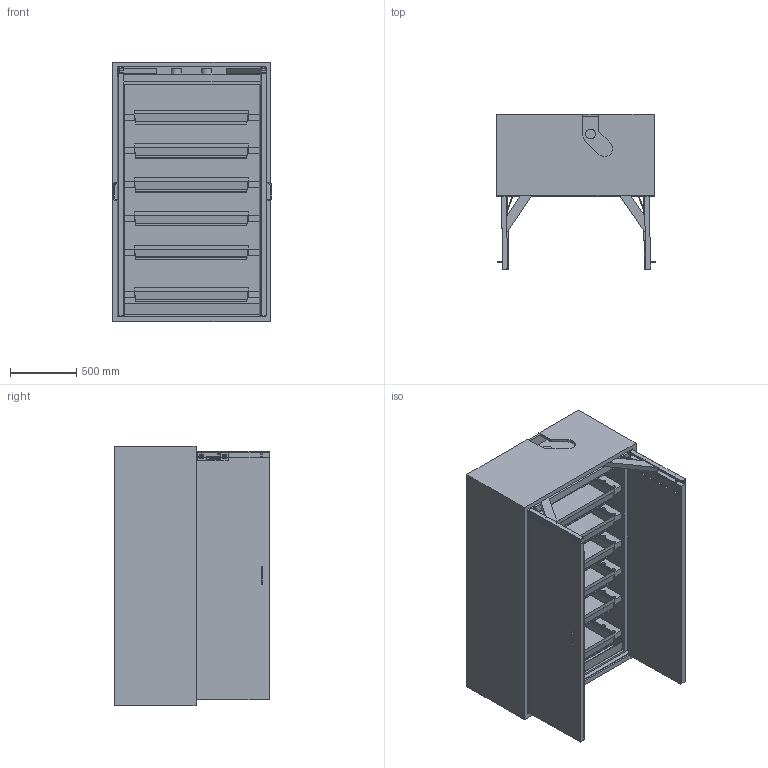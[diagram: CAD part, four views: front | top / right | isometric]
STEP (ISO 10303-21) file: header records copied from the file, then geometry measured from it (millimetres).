
FILE_DESCRIPTION(/* description */ (''),/* implementation_level */ '2;1');
FILE_NAME(/* name */ 'S90.196.120(.WDAS)_30115(30116)-001-30149_OD.stp',/* time_stamp */ '2017-02-24T11:29:06+01:00',/* author */ ('pproduktmanagement'),/* organization */ ('asecos® GmbH'),/* preprocessor_version */ 'ST-DEVELOPER v16.5',/* originating_system */ 'Autodesk Inventor 2017',/* authorisation */ '');
FILE_SCHEMA (('AUTOMOTIVE_DESIGN { 1 0 10303 214 3 1 1 }'));
Length unit declared in the file: millimetre
Products named in the file (2): S90.196.120(.WDAS)_30115(30116)-001-30149; S90.196.120(.WDAS)_30115(30116)-001-30149_OD
Assembly tree (1 placements, depth 2):
  S90.196.120(.WDAS)_30115(30116)-001-30149
    S90.196.120(.WDAS)_30115(30116)-001-30149_OD
Bounding box: 1206.1 x 1172.22 x 1968 mm (x, y, z)
Volume: 476993048.6 mm3; surface area: 29891282.7 mm2
Topology: 31 solids, 31 shells, 1053 faces, 2597 edges, 1702 vertices
Faces by surface type: plane 777, cylinder 137, bspline 135, torus 4
Full cylindrical faces by diameter (mm): 8 x8, 8.5 x2, 8.6 x2, 10.3 x6, 10.679 x2, 30 x60, 33.8 x1, 37.8 x1, 40 x1, 45 x3, 75 x2
Entity records: 32713 total; most frequent: CARTESIAN_POINT 7400, ORIENTED_EDGE 5010, DIRECTION 4351, EDGE_CURVE 2505, LINE 1961, VECTOR 1961, VERTEX_POINT 1702, EDGE_LOOP 1383
